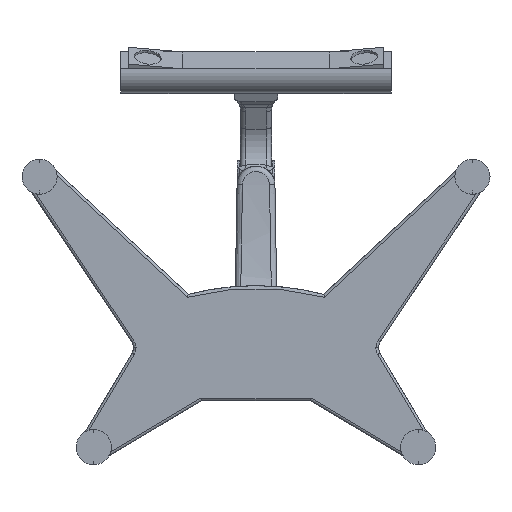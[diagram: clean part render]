
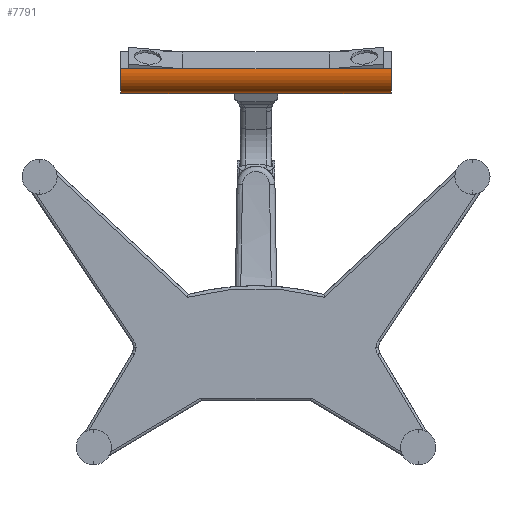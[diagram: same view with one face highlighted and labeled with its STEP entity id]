
A CAD part, front view. The second image highlights one B-rep face of the part: STEP entity #7791.
In plain terms, the highlighted cylindrical face has radius 40 mm (diameter 80 mm), a partial arc.
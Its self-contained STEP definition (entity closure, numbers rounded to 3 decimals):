
#82 = LINE ( 'NONE', #1806, #4987 ) ;
#436 = CARTESIAN_POINT ( 'NONE',  ( 235., 1397.782, 546.207 ) ) ;
#445 = CARTESIAN_POINT ( 'NONE',  ( -135., 1397.782, 546.207 ) ) ;
#543 = CARTESIAN_POINT ( 'NONE',  ( -235., 1397.782, 546.207 ) ) ;
#549 = DIRECTION ( 'NONE',  ( 1., 0., 0. ) ) ;
#563 = VECTOR ( 'NONE', #2165, 1000. ) ;
#621 = ORIENTED_EDGE ( 'NONE', *, *, #2994, .F. ) ;
#733 = VECTOR ( 'NONE', #6418, 1000. ) ;
#851 = DIRECTION ( 'NONE',  ( -1., 0., 0. ) ) ;
#956 = EDGE_CURVE ( 'NONE', #971, #10389, #1836, .T. ) ;
#971 = VERTEX_POINT ( 'NONE', #2656 ) ;
#984 = EDGE_CURVE ( 'NONE', #2940, #7024, #5203, .T. ) ;
#1163 = DIRECTION ( 'NONE',  ( -1., 0., 0. ) ) ;
#1243 = VERTEX_POINT ( 'NONE', #8534 ) ;
#1322 = EDGE_CURVE ( 'NONE', #9616, #2940, #82, .T. ) ;
#1356 = CARTESIAN_POINT ( 'NONE',  ( -40., 1419.262, 491.552 ) ) ;
#1358 = CARTESIAN_POINT ( 'NONE',  ( -135., 1397.782, 546.207 ) ) ;
#1545 = CARTESIAN_POINT ( 'NONE',  ( 250., 1343.699, 514.982 ) ) ;
#1556 = EDGE_CURVE ( 'NONE', #8516, #971, #9600, .T. ) ;
#1617 = VERTEX_POINT ( 'NONE', #2179 ) ;
#1653 = DIRECTION ( 'NONE',  ( 0., 0., 1. ) ) ;
#1681 = CARTESIAN_POINT ( 'NONE',  ( -40., 1380.291, 469.052 ) ) ;
#1806 = CARTESIAN_POINT ( 'NONE',  ( 250., 1397.782, 546.207 ) ) ;
#1836 = CIRCLE ( 'NONE', #7892, 40. ) ;
#1941 = VECTOR ( 'NONE', #851, 1000. ) ;
#1966 = DIRECTION ( 'NONE',  ( 1., 0., 0. ) ) ;
#2037 = VERTEX_POINT ( 'NONE', #1356 ) ;
#2057 = CARTESIAN_POINT ( 'NONE',  ( 40., 1383.24, 508.943 ) ) ;
#2091 = ORIENTED_EDGE ( 'NONE', *, *, #1322, .F. ) ;
#2127 = LINE ( 'NONE', #7098, #3679 ) ;
#2137 = CARTESIAN_POINT ( 'NONE',  ( -250., 1383.24, 508.943 ) ) ;
#2165 = DIRECTION ( 'NONE',  ( -1., 0., 0. ) ) ;
#2179 = CARTESIAN_POINT ( 'NONE',  ( -135., 1343.699, 514.982 ) ) ;
#2182 = ORIENTED_EDGE ( 'NONE', *, *, #7546, .T. ) ;
#2267 = DIRECTION ( 'NONE',  ( -1., 0., 0. ) ) ;
#2297 = DIRECTION ( 'NONE',  ( 0., 1., 0. ) ) ;
#2324 = ORIENTED_EDGE ( 'NONE', *, *, #1556, .T. ) ;
#2524 = LINE ( 'NONE', #4817, #7789 ) ;
#2656 = CARTESIAN_POINT ( 'NONE',  ( 40., 1380.291, 469.052 ) ) ;
#2911 = LINE ( 'NONE', #7135, #9687 ) ;
#2940 = VERTEX_POINT ( 'NONE', #436 ) ;
#2978 = CIRCLE ( 'NONE', #4023, 40. ) ;
#2994 = EDGE_CURVE ( 'NONE', #9486, #8393, #10452, .T. ) ;
#3060 = CARTESIAN_POINT ( 'NONE',  ( 250., 1343.699, 514.982 ) ) ;
#3120 = EDGE_CURVE ( 'NONE', #8181, #10109, #3798, .T. ) ;
#3189 = VERTEX_POINT ( 'NONE', #3405 ) ;
#3271 = CARTESIAN_POINT ( 'NONE',  ( 250., 1383.24, 508.943 ) ) ;
#3405 = CARTESIAN_POINT ( 'NONE',  ( -235., 1343.699, 514.982 ) ) ;
#3472 = CARTESIAN_POINT ( 'NONE',  ( 40., 1419.262, 491.552 ) ) ;
#3484 = DIRECTION ( 'NONE',  ( 0., 0., -1. ) ) ;
#3579 = CARTESIAN_POINT ( 'NONE',  ( 135., 1397.782, 546.207 ) ) ;
#3679 = VECTOR ( 'NONE', #9599, 1000. ) ;
#3798 = LINE ( 'NONE', #4005, #6465 ) ;
#3817 = DIRECTION ( 'NONE',  ( 1., 0., 0. ) ) ;
#4005 = CARTESIAN_POINT ( 'NONE',  ( 135., 1343.699, 514.982 ) ) ;
#4023 = AXIS2_PLACEMENT_3D ( 'NONE', #8959, #4759, #2297 ) ;
#4236 = ORIENTED_EDGE ( 'NONE', *, *, #9467, .T. ) ;
#4241 = CARTESIAN_POINT ( 'NONE',  ( 250., 1397.782, 546.207 ) ) ;
#4277 = VECTOR ( 'NONE', #549, 1000. ) ;
#4605 = DIRECTION ( 'NONE',  ( -1., 0., 0. ) ) ;
#4739 = EDGE_CURVE ( 'NONE', #8393, #5270, #2911, .T. ) ;
#4759 = DIRECTION ( 'NONE',  ( -1., 0., 0. ) ) ;
#4817 = CARTESIAN_POINT ( 'NONE',  ( -135., 1343.699, 514.982 ) ) ;
#4889 = AXIS2_PLACEMENT_3D ( 'NONE', #2137, #3817, #7218 ) ;
#4895 = EDGE_CURVE ( 'NONE', #1617, #3189, #2524, .T. ) ;
#4964 = FACE_BOUND ( 'NONE', #8358, .T. ) ;
#4987 = VECTOR ( 'NONE', #8360, 1000. ) ;
#5073 = DIRECTION ( 'NONE',  ( -1., 0., 0. ) ) ;
#5149 = DIRECTION ( 'NONE',  ( -1., 0., 0. ) ) ;
#5203 = LINE ( 'NONE', #8505, #6193 ) ;
#5231 = AXIS2_PLACEMENT_3D ( 'NONE', #6084, #1966, #3484 ) ;
#5270 = VERTEX_POINT ( 'NONE', #5500 ) ;
#5411 = ORIENTED_EDGE ( 'NONE', *, *, #3120, .T. ) ;
#5500 = CARTESIAN_POINT ( 'NONE',  ( -250., 1397.782, 546.207 ) ) ;
#5746 = AXIS2_PLACEMENT_3D ( 'NONE', #3271, #5073, #1653 ) ;
#5771 = VECTOR ( 'NONE', #2267, 1000. ) ;
#5780 = DIRECTION ( 'NONE',  ( -1., 0., 0. ) ) ;
#6084 = CARTESIAN_POINT ( 'NONE',  ( 250., 1383.24, 508.943 ) ) ;
#6177 = DIRECTION ( 'NONE',  ( 1., 0., 0. ) ) ;
#6193 = VECTOR ( 'NONE', #5149, 1000. ) ;
#6232 = DIRECTION ( 'NONE',  ( 0., -1., 0. ) ) ;
#6245 = CARTESIAN_POINT ( 'NONE',  ( 135., 1343.699, 514.982 ) ) ;
#6342 = ORIENTED_EDGE ( 'NONE', *, *, #7431, .T. ) ;
#6397 = CARTESIAN_POINT ( 'NONE',  ( 250., 1380.291, 469.052 ) ) ;
#6418 = DIRECTION ( 'NONE',  ( -1., 0., 0. ) ) ;
#6455 = VECTOR ( 'NONE', #1163, 1000. ) ;
#6465 = VECTOR ( 'NONE', #7355, 1000. ) ;
#6536 = CARTESIAN_POINT ( 'NONE',  ( 250., 1343.699, 514.982 ) ) ;
#6552 = ORIENTED_EDGE ( 'NONE', *, *, #9119, .T. ) ;
#6637 = FACE_OUTER_BOUND ( 'NONE', #9300, .T. ) ;
#6663 = ORIENTED_EDGE ( 'NONE', *, *, #4739, .F. ) ;
#7024 = VERTEX_POINT ( 'NONE', #3579 ) ;
#7098 = CARTESIAN_POINT ( 'NONE',  ( 250., 1419.262, 491.552 ) ) ;
#7135 = CARTESIAN_POINT ( 'NONE',  ( 250., 1397.782, 546.207 ) ) ;
#7218 = DIRECTION ( 'NONE',  ( 0., 0., -1. ) ) ;
#7355 = DIRECTION ( 'NONE',  ( -1., 0., 0. ) ) ;
#7431 = EDGE_CURVE ( 'NONE', #10109, #1617, #9081, .T. ) ;
#7546 = EDGE_CURVE ( 'NONE', #3189, #1243, #10481, .T. ) ;
#7571 = EDGE_CURVE ( 'NONE', #2037, #8516, #2978, .T. ) ;
#7572 = VERTEX_POINT ( 'NONE', #1545 ) ;
#7789 = VECTOR ( 'NONE', #5780, 1000. ) ;
#7791 = ADVANCED_FACE ( 'NONE', ( #6637, #4964 ), #9178, .T. ) ;
#7892 = AXIS2_PLACEMENT_3D ( 'NONE', #2057, #6177, #6232 ) ;
#8159 = CIRCLE ( 'NONE', #5231, 40. ) ;
#8181 = VERTEX_POINT ( 'NONE', #9110 ) ;
#8190 = ORIENTED_EDGE ( 'NONE', *, *, #984, .F. ) ;
#8358 = EDGE_LOOP ( 'NONE', ( #8503, #4236, #9976, #2324 ) ) ;
#8360 = DIRECTION ( 'NONE',  ( -1., 0., 0. ) ) ;
#8393 = VERTEX_POINT ( 'NONE', #543 ) ;
#8503 = ORIENTED_EDGE ( 'NONE', *, *, #956, .T. ) ;
#8505 = CARTESIAN_POINT ( 'NONE',  ( 135., 1397.782, 546.207 ) ) ;
#8516 = VERTEX_POINT ( 'NONE', #1681 ) ;
#8532 = LINE ( 'NONE', #8581, #6455 ) ;
#8534 = CARTESIAN_POINT ( 'NONE',  ( -250., 1343.699, 514.982 ) ) ;
#8581 = CARTESIAN_POINT ( 'NONE',  ( 250., 1343.699, 514.982 ) ) ;
#8650 = ORIENTED_EDGE ( 'NONE', *, *, #9023, .T. ) ;
#8959 = CARTESIAN_POINT ( 'NONE',  ( -40., 1383.24, 508.943 ) ) ;
#9023 = EDGE_CURVE ( 'NONE', #7572, #8181, #8532, .T. ) ;
#9060 = ORIENTED_EDGE ( 'NONE', *, *, #4895, .T. ) ;
#9081 = LINE ( 'NONE', #6536, #1941 ) ;
#9110 = CARTESIAN_POINT ( 'NONE',  ( 235., 1343.699, 514.982 ) ) ;
#9119 = EDGE_CURVE ( 'NONE', #1243, #5270, #9200, .T. ) ;
#9178 = CYLINDRICAL_SURFACE ( 'NONE', #5746, 40. ) ;
#9200 = CIRCLE ( 'NONE', #4889, 40. ) ;
#9232 = ORIENTED_EDGE ( 'NONE', *, *, #9331, .F. ) ;
#9300 = EDGE_LOOP ( 'NONE', ( #6552, #6663, #621, #9524, #8190, #2091, #9232, #8650, #5411, #6342, #9060, #2182 ) ) ;
#9331 = EDGE_CURVE ( 'NONE', #7572, #9616, #8159, .T. ) ;
#9467 = EDGE_CURVE ( 'NONE', #10389, #2037, #2127, .T. ) ;
#9486 = VERTEX_POINT ( 'NONE', #445 ) ;
#9524 = ORIENTED_EDGE ( 'NONE', *, *, #9849, .F. ) ;
#9585 = CARTESIAN_POINT ( 'NONE',  ( 250., 1397.782, 546.207 ) ) ;
#9599 = DIRECTION ( 'NONE',  ( -1., 0., 0. ) ) ;
#9600 = LINE ( 'NONE', #6397, #4277 ) ;
#9616 = VERTEX_POINT ( 'NONE', #4241 ) ;
#9687 = VECTOR ( 'NONE', #4605, 1000. ) ;
#9849 = EDGE_CURVE ( 'NONE', #7024, #9486, #10343, .T. ) ;
#9976 = ORIENTED_EDGE ( 'NONE', *, *, #7571, .T. ) ;
#10109 = VERTEX_POINT ( 'NONE', #6245 ) ;
#10343 = LINE ( 'NONE', #9585, #563 ) ;
#10389 = VERTEX_POINT ( 'NONE', #3472 ) ;
#10452 = LINE ( 'NONE', #1358, #5771 ) ;
#10481 = LINE ( 'NONE', #3060, #733 ) ;
